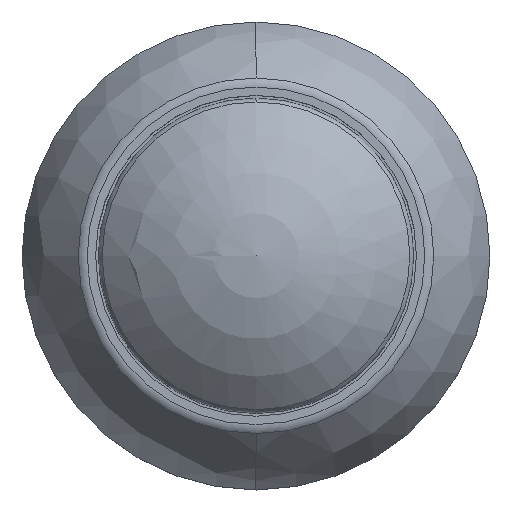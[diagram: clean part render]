
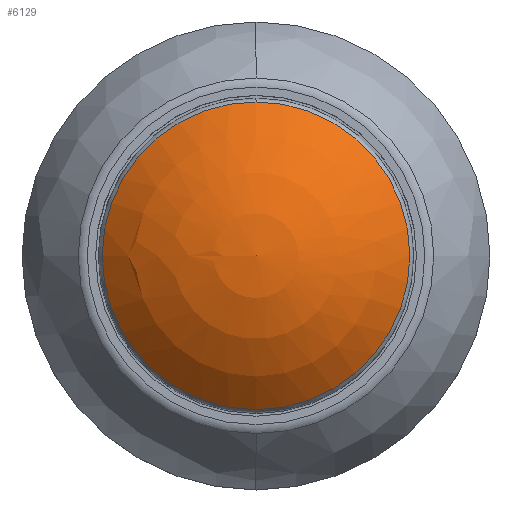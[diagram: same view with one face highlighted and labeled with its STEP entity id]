
A CAD part, top view. The second image highlights one B-rep face of the part: STEP entity #6129.
In plain terms, the highlighted spherical face has radius 8.122 mm.
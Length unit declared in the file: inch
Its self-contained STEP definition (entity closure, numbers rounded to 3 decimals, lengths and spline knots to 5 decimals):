
#198=SPHERICAL_SURFACE('',#6573,0.31978);
#269=FACE_OUTER_BOUND('',#612,.T.);
#612=EDGE_LOOP('',(#4260,#4261,#4262,#4263,#4264));
#1008=CIRCLE('',#6565,0.22654);
#1009=CIRCLE('',#6566,0.22654);
#1012=CIRCLE('',#6569,0.22654);
#1015=CIRCLE('',#6574,0.31978);
#2498=VERTEX_POINT('',#9190);
#2499=VERTEX_POINT('',#9191);
#2500=VERTEX_POINT('',#9193);
#2503=VERTEX_POINT('',#9235);
#3182=EDGE_CURVE('',#2498,#2499,#1008,.T.);
#3183=EDGE_CURVE('',#2499,#2500,#1009,.T.);
#3186=EDGE_CURVE('',#2500,#2498,#1012,.T.);
#3190=EDGE_CURVE('',#2499,#2503,#1015,.T.);
#4260=ORIENTED_EDGE('',*,*,#3186,.F.);
#4261=ORIENTED_EDGE('',*,*,#3183,.F.);
#4262=ORIENTED_EDGE('',*,*,#3190,.T.);
#4263=ORIENTED_EDGE('',*,*,#3190,.F.);
#4264=ORIENTED_EDGE('',*,*,#3182,.F.);
#6129=ADVANCED_FACE('',(#269),#198,.T.);
#6565=AXIS2_PLACEMENT_3D('',#9192,#7263,#7264);
#6566=AXIS2_PLACEMENT_3D('',#9194,#7265,#7266);
#6569=AXIS2_PLACEMENT_3D('',#9225,#7271,#7272);
#6573=AXIS2_PLACEMENT_3D('',#9234,#7279,#7280);
#6574=AXIS2_PLACEMENT_3D('',#9236,#7281,#7282);
#7263=DIRECTION('center_axis',(0.,0.,
-1.));
#7264=DIRECTION('ref_axis',(0.,1.,0.));
#7265=DIRECTION('center_axis',(0.,0.,
-1.));
#7266=DIRECTION('ref_axis',(0.,1.,0.));
#7271=DIRECTION('center_axis',(0.,0.,
-1.));
#7272=DIRECTION('ref_axis',(1.,0.,0.));
#7279=DIRECTION('center_axis',(0.,0.,
1.));
#7280=DIRECTION('ref_axis',(1.,0.,0.));
#7281=DIRECTION('center_axis',(0.,1.,0.));
#7282=DIRECTION('ref_axis',(-1.,0.,0.));
#9190=CARTESIAN_POINT('',(0.,-0.22654,0.57481));
#9191=CARTESIAN_POINT('',(-0.22654,0.,0.57481));
#9192=CARTESIAN_POINT('Origin',(0.,0.,
0.57481));
#9193=CARTESIAN_POINT('',(0.,0.22654,0.57481));
#9194=CARTESIAN_POINT('Origin',(0.,0.,
0.57481));
#9225=CARTESIAN_POINT('Origin',(0.,0.,
0.57481));
#9234=CARTESIAN_POINT('Origin',(0.,0.,
0.34912));
#9235=CARTESIAN_POINT('',(0.,0.,0.6689));
#9236=CARTESIAN_POINT('Origin',(0.,0.,
0.34912));
